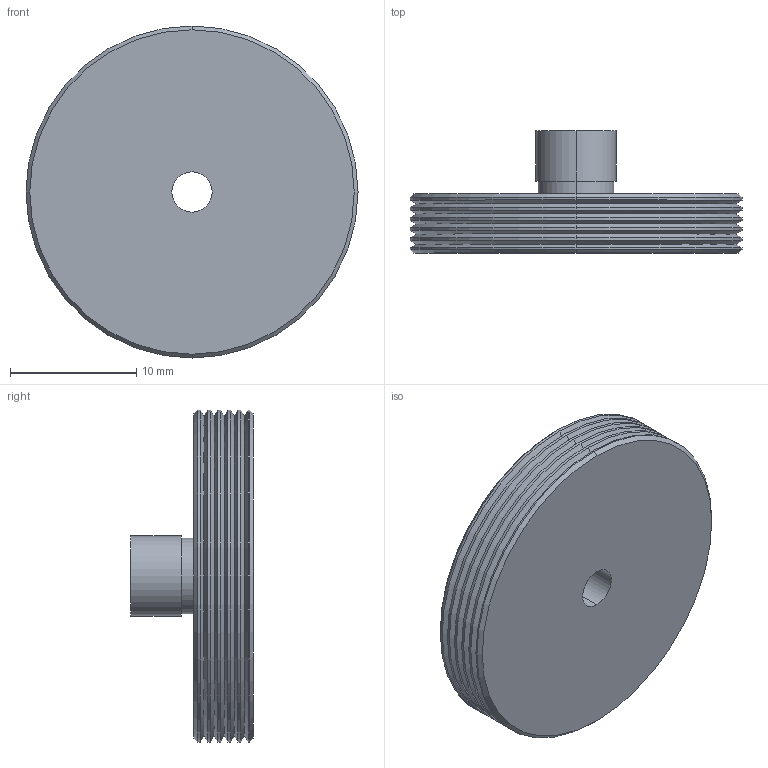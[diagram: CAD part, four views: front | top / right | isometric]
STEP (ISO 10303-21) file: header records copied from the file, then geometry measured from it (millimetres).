
FILE_DESCRIPTION (( 'STEP AP203' ), '1' );
FILE_NAME ('04ADA-SMA-S1.STEP', '2021-07-28T06:41:29', ( '' ), ( '' ), 'SwSTEP 2.0', 'SolidWorks 2020', '' );
FILE_SCHEMA (( 'CONFIG_CONTROL_DESIGN' ));
Length unit declared in the file: millimetre
Products named in the file (1): 04ADA-SMA-S1
Bounding box: 26.3 x 9.7 x 26.3 mm (x, y, z)
Volume: 2564 mm3; surface area: 1861.9 mm2
Topology: 1 solids, 1 shells, 46 faces, 92 edges, 50 vertices
Faces by surface type: cone 24, cylinder 18, plane 4
Entity records: 1255 total; most frequent: DIRECTION 236, CARTESIAN_POINT 189, ORIENTED_EDGE 184, AXIS2_PLACEMENT_3D 97, EDGE_CURVE 92, VERTEX_POINT 50, EDGE_LOOP 50, CIRCLE 50
